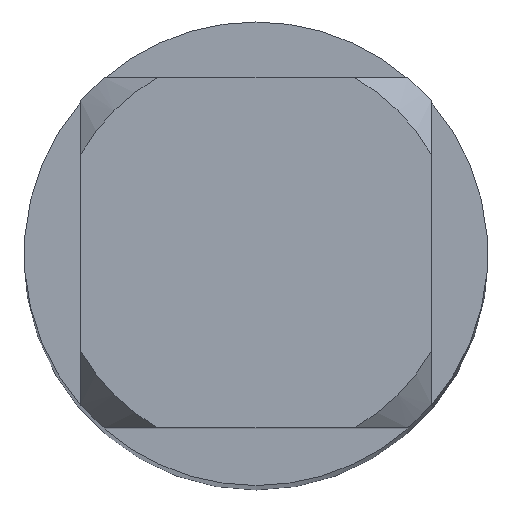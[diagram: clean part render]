
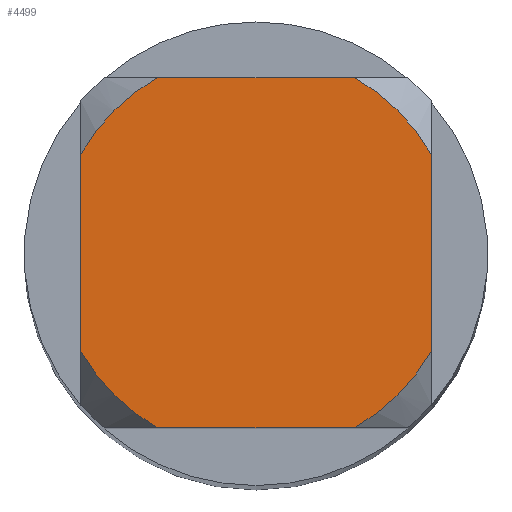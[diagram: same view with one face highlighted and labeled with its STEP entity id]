
A CAD part, top view. The second image highlights one B-rep face of the part: STEP entity #4499.
In plain terms, the highlighted planar face has unit normal (0, 0, 1).
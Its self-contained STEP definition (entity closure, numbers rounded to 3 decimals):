
#1873=EDGE_CURVE('',#3589,#2887,#5331,.T.);
#2077=VERTEX_POINT('',#5554);
#2149=VERTEX_POINT('',#5635);
#2261=VERTEX_POINT('',#5754);
#2327=EDGE_CURVE('',#3091,#4449,#5824,.T.);
#2841=EDGE_CURVE('',#3091,#3907,#6391,.T.);
#2887=VERTEX_POINT('',#6439);
#3005=EDGE_CURVE('',#2077,#2887,#6567,.T.);
#3091=VERTEX_POINT('',#6663);
#3589=VERTEX_POINT('',#7204);
#3665=EDGE_CURVE('',#2149,#2261,#7283,.T.);
#3733=EDGE_CURVE('',#2149,#4449,#7357,.T.);
#3907=VERTEX_POINT('',#7543);
#4449=VERTEX_POINT('',#8138);
#4499=ADVANCED_FACE('',(#8190),#8191,.T.);
#4927=EDGE_CURVE('',#2077,#3907,#8652,.T.);
#4967=EDGE_CURVE('',#3589,#2261,#8696,.T.);
#5331=LINE('',#9230,#9231);
#5554=CARTESIAN_POINT('',(1.7,-0.955,0.0));
#5635=CARTESIAN_POINT('',(-1.7,0.955,0.0));
#5754=CARTESIAN_POINT('',(-1.7,-0.955,0.0));
#5824=LINE('',#11180,#11181);
#6391=CIRCLE('',#12791,1.95);
#6439=CARTESIAN_POINT('',(0.955,-1.7,0.0));
#6567=CIRCLE('',#13185,1.95);
#6663=CARTESIAN_POINT('',(0.955,1.7,0.0));
#7204=CARTESIAN_POINT('',(-0.955,-1.7,0.0));
#7283=LINE('',#14859,#14860);
#7357=CIRCLE('',#15044,1.95);
#7543=CARTESIAN_POINT('',(1.7,0.955,0.0));
#8138=CARTESIAN_POINT('',(-0.955,1.7,0.0));
#8190=FACE_OUTER_BOUND('',#17253,.T.);
#8191=PLANE('',#17254);
#8652=LINE('',#18282,#18283);
#8696=CIRCLE('',#18379,1.95);
#9230=CARTESIAN_POINT('',(0.0,-1.7,0.0));
#9231=VECTOR('',#19031,1.0);
#11180=CARTESIAN_POINT('',(0.0,1.7,0.0));
#11181=VECTOR('',#19513,1.0);
#12791=AXIS2_PLACEMENT_3D('',#20298,#20299,#20300);
#13185=AXIS2_PLACEMENT_3D('',#20456,#20457,#20458);
#14859=CARTESIAN_POINT('',(-1.7,0.488,0.0));
#14860=VECTOR('',#21160,1.0);
#15044=AXIS2_PLACEMENT_3D('',#21229,#21230,#21231);
#17253=EDGE_LOOP('',(#22256,#22257,#22258,#22259,#22260,#22261,#22262,#22263));
#17254=AXIS2_PLACEMENT_3D('',#22264,#22265,#22266);
#18282=CARTESIAN_POINT('',(1.7,0.488,0.0));
#18283=VECTOR('',#22682,1.0);
#18379=AXIS2_PLACEMENT_3D('',#22731,#22732,#22733);
#19031=DIRECTION('',(1.0,0.0,0.0));
#19513=DIRECTION('',(-1.0,0.0,0.0));
#20298=CARTESIAN_POINT('',(0.0,0.0,0.0));
#20299=DIRECTION('',(0.0,0.0,-1.0));
#20300=DIRECTION('',(0.0,1.0,0.0));
#20456=CARTESIAN_POINT('',(0.0,0.0,0.0));
#20457=DIRECTION('',(0.0,0.0,-1.0));
#20458=DIRECTION('',(0.0,1.0,0.0));
#21160=DIRECTION('',(-0.0,-1.0,0.0));
#21229=CARTESIAN_POINT('',(0.0,0.0,0.0));
#21230=DIRECTION('',(0.0,0.0,-1.0));
#21231=DIRECTION('',(0.0,1.0,0.0));
#22256=ORIENTED_EDGE('',*,*,#3665,.T.);
#22257=ORIENTED_EDGE('',*,*,#4967,.F.);
#22258=ORIENTED_EDGE('',*,*,#1873,.T.);
#22259=ORIENTED_EDGE('',*,*,#3005,.F.);
#22260=ORIENTED_EDGE('',*,*,#4927,.T.);
#22261=ORIENTED_EDGE('',*,*,#2841,.F.);
#22262=ORIENTED_EDGE('',*,*,#2327,.T.);
#22263=ORIENTED_EDGE('',*,*,#3733,.F.);
#22264=CARTESIAN_POINT('',(0.0,0.975,0.0));
#22265=DIRECTION('',(-0.0,0.0,1.0));
#22266=DIRECTION('',(0.0,-1.0,0.0));
#22682=DIRECTION('',(-0.0,1.0,0.0));
#22731=CARTESIAN_POINT('',(0.0,0.0,0.0));
#22732=DIRECTION('',(0.0,0.0,-1.0));
#22733=DIRECTION('',(0.0,1.0,0.0));
